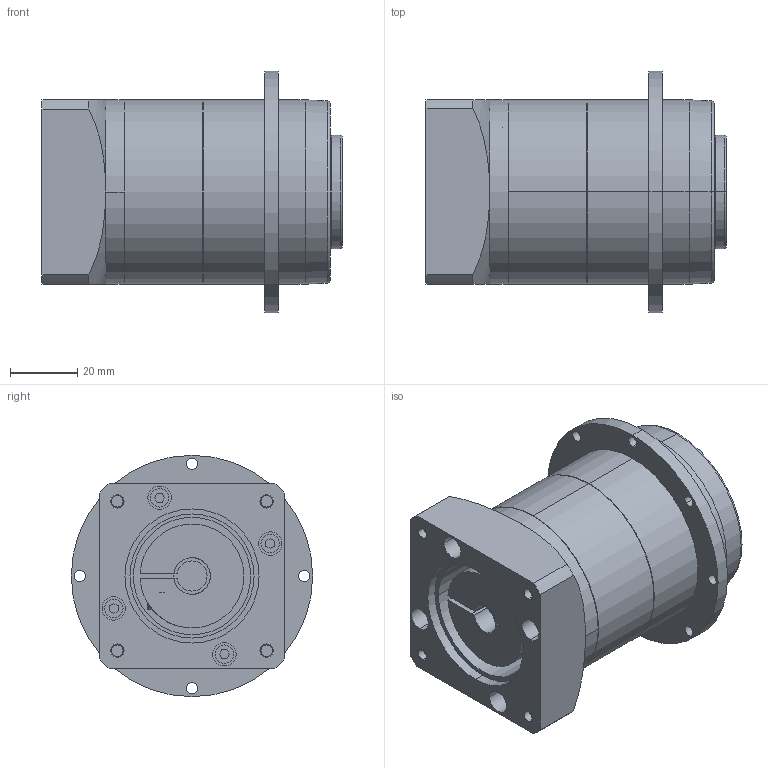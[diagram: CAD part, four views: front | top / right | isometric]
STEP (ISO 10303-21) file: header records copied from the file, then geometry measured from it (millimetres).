
FILE_DESCRIPTION((''),'2;1');
FILE_NAME('MB_PSFN_MASTER','2024-12-13T23:58:37',('agw'),(''),'CREO PARAMETRIC BY PTC INC, 2022124','CREO PARAMETRIC BY PTC INC, 2022124','');
FILE_SCHEMA(('AUTOMOTIVE_DESIGN { 1 0 10303 214 1 1 1 1 }'));
Length unit declared in the file: millimetre
Products named in the file (1): MB_PSFN_MASTER
Bounding box: 89.5 x 72 x 72 mm (x, y, z)
Volume: 209911 mm3; surface area: 36426.5 mm2
Topology: 1 solids, 19 shells, 263 faces, 646 edges, 492 vertices
Faces by surface type: cylinder 133, plane 116, cone 6, bspline 4, torus 4
Entity records: 10057 total; most frequent: CARTESIAN_POINT 1566, DIRECTION 1506, ORIENTED_EDGE 1144, EDGE_CURVE 596, AXIS2_PLACEMENT_3D 579, VERTEX_POINT 392, VECTOR 348, LINE 348
